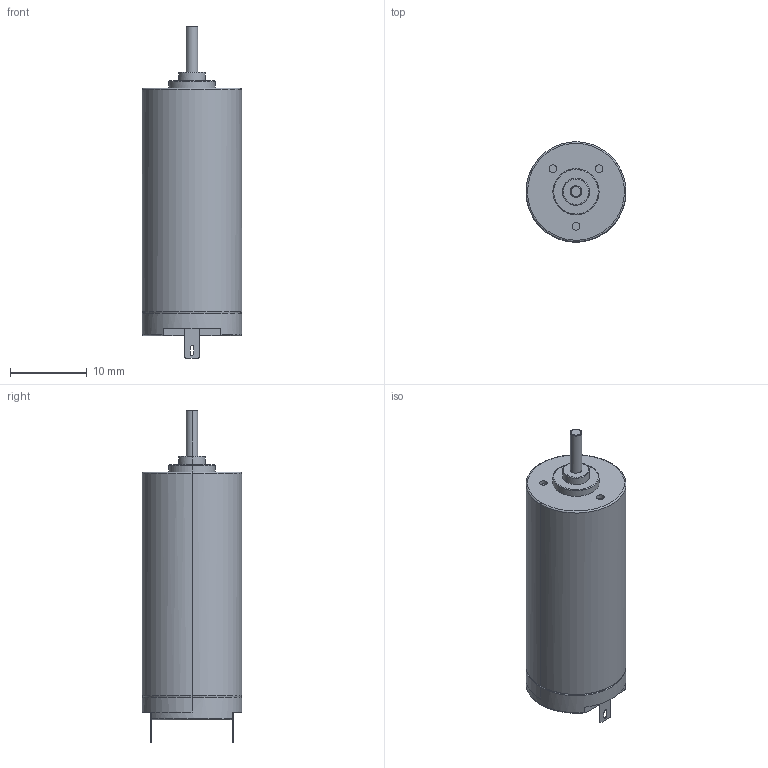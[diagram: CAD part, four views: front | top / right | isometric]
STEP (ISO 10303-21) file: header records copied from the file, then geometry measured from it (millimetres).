
FILE_DESCRIPTION(/* description */ (''),/* implementation_level */ '2;1');
FILE_NAME(/* name */ '1331_SR',/* time_stamp */ '2013-10-03T16:34:15+02:00',/* author */ (''),/* organization */ (''),/* preprocessor_version */ 'ST-DEVELOPER v10',/* originating_system */ '',/* authorisation */ '');
FILE_SCHEMA (('CONFIG_CONTROL_DESIGN'));
Length unit declared in the file: millimetre
Products named in the file (1): 1
Bounding box: 13 x 12.99 x 43.2 mm (x, y, z)
Volume: 4289.7 mm3; surface area: 1898.4 mm2
Topology: 1 solids, 1 shells, 83 faces, 210 edges, 132 vertices
Faces by surface type: bspline 83
Entity records: 2818 total; most frequent: CARTESIAN_POINT 1517, ORIENTED_EDGE 420, EDGE_CURVE 210, VERTEX_POINT 132, B_SPLINE_CURVE_WITH_KNOTS 130, EDGE_LOOP 96, ADVANCED_FACE 83, FACE_OUTER_BOUND 83
